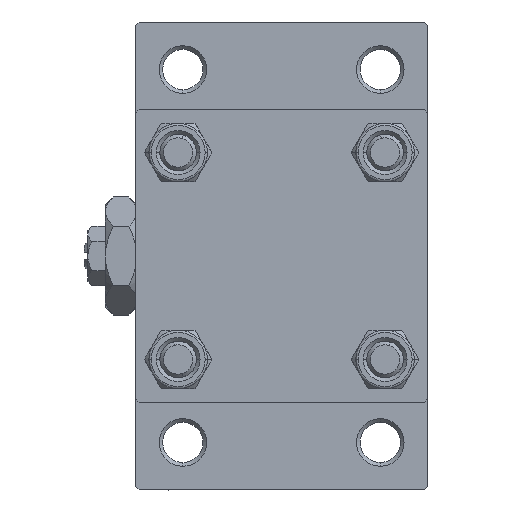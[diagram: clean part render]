
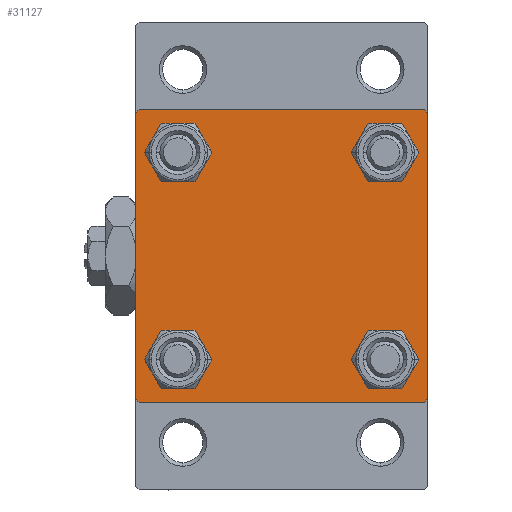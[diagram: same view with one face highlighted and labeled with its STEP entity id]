
A CAD part, left-side view. The second image highlights one B-rep face of the part: STEP entity #31127.
In plain terms, the highlighted planar face has unit normal (-1, 0, 0).
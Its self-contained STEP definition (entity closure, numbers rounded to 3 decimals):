
#891 = DIRECTION ( 'NONE',  ( 0., 0., 1. ) ) ;
#991 = DIRECTION ( 'NONE',  ( 0., 0., 1. ) ) ;
#1628 = DIRECTION ( 'NONE',  ( 1., 0., 0. ) ) ;
#1880 = DIRECTION ( 'NONE',  ( 0., 0., 1. ) ) ;
#2248 = LINE ( 'NONE', #17511, #42586 ) ;
#2626 = FACE_BOUND ( 'NONE', #42585, .T. ) ;
#2824 = DIRECTION ( 'NONE',  ( 1., 0., 0. ) ) ;
#3696 = CARTESIAN_POINT ( 'NONE',  ( 0., -20., -19.5 ) ) ;
#3754 = DIRECTION ( 'NONE',  ( 0., 0., 1. ) ) ;
#3775 = VERTEX_POINT ( 'NONE', #29334 ) ;
#3892 = DIRECTION ( 'NONE',  ( 1., 0., 0. ) ) ;
#3983 = AXIS2_PLACEMENT_3D ( 'NONE', #35155, #5148, #891 ) ;
#4999 = DIRECTION ( 'NONE',  ( 1., 0., 0. ) ) ;
#5148 = DIRECTION ( 'NONE',  ( 1., 0., 0. ) ) ;
#5924 = EDGE_LOOP ( 'NONE', ( #39487, #16635 ) ) ;
#6407 = VERTEX_POINT ( 'NONE', #20457 ) ;
#6481 = VERTEX_POINT ( 'NONE', #40968 ) ;
#6730 = CIRCLE ( 'NONE', #9913, 3. ) ;
#6913 = EDGE_LOOP ( 'NONE', ( #19083, #35952 ) ) ;
#7601 = VERTEX_POINT ( 'NONE', #30228 ) ;
#8065 = CARTESIAN_POINT ( 'NONE',  ( 0., 19.75, -19.75 ) ) ;
#8313 = LINE ( 'NONE', #8065, #15621 ) ;
#8437 = ORIENTED_EDGE ( 'NONE', *, *, #36602, .T. ) ;
#8446 = CARTESIAN_POINT ( 'NONE',  ( 0., -14.15, 14.15 ) ) ;
#8751 = ORIENTED_EDGE ( 'NONE', *, *, #16923, .T. ) ;
#9514 = EDGE_CURVE ( 'NONE', #24585, #27452, #32766, .T. ) ;
#9896 = FACE_BOUND ( 'NONE', #5924, .T. ) ;
#9913 = AXIS2_PLACEMENT_3D ( 'NONE', #18834, #2824, #18091 ) ;
#9932 = DIRECTION ( 'NONE',  ( 0., -1., 0. ) ) ;
#10043 = DIRECTION ( 'NONE',  ( 0., 0.707, -0.707 ) ) ;
#10513 = DIRECTION ( 'NONE',  ( 0., 0., 1. ) ) ;
#10591 = CARTESIAN_POINT ( 'NONE',  ( 0., 14.15, 11.15 ) ) ;
#11132 = ORIENTED_EDGE ( 'NONE', *, *, #17142, .F. ) ;
#11996 = EDGE_CURVE ( 'NONE', #24585, #3775, #20998, .T. ) ;
#12835 = VECTOR ( 'NONE', #32752, 1000. ) ;
#13201 = EDGE_LOOP ( 'NONE', ( #8751, #28309 ) ) ;
#13635 = DIRECTION ( 'NONE',  ( -1., 0., 0. ) ) ;
#14104 = VECTOR ( 'NONE', #28421, 1000. ) ;
#14531 = LINE ( 'NONE', #33531, #44330 ) ;
#15528 = CARTESIAN_POINT ( 'NONE',  ( 0., -19.5, -20. ) ) ;
#15621 = VECTOR ( 'NONE', #41861, 1000. ) ;
#16635 = ORIENTED_EDGE ( 'NONE', *, *, #30411, .T. ) ;
#16731 = LINE ( 'NONE', #20480, #33859 ) ;
#16923 = EDGE_CURVE ( 'NONE', #28475, #31520, #28216, .T. ) ;
#17142 = EDGE_CURVE ( 'NONE', #44069, #3775, #2248, .T. ) ;
#17511 = CARTESIAN_POINT ( 'NONE',  ( 0., 20., 20. ) ) ;
#17550 = CIRCLE ( 'NONE', #3983, 3. ) ;
#17905 = CIRCLE ( 'NONE', #18729, 3. ) ;
#18091 = DIRECTION ( 'NONE',  ( 0., 0., 1. ) ) ;
#18120 = ORIENTED_EDGE ( 'NONE', *, *, #48819, .T. ) ;
#18229 = ORIENTED_EDGE ( 'NONE', *, *, #9514, .F. ) ;
#18729 = AXIS2_PLACEMENT_3D ( 'NONE', #22744, #41052, #3754 ) ;
#18834 = CARTESIAN_POINT ( 'NONE',  ( 0., 14.15, -14.15 ) ) ;
#18890 = EDGE_CURVE ( 'NONE', #6407, #21927, #6730, .T. ) ;
#19083 = ORIENTED_EDGE ( 'NONE', *, *, #21691, .T. ) ;
#19460 = EDGE_CURVE ( 'NONE', #34643, #27452, #16731, .T. ) ;
#19474 = CIRCLE ( 'NONE', #48262, 3. ) ;
#20313 = CARTESIAN_POINT ( 'NONE',  ( 0., 19.5, 20. ) ) ;
#20457 = CARTESIAN_POINT ( 'NONE',  ( 0., 14.15, -11.15 ) ) ;
#20480 = CARTESIAN_POINT ( 'NONE',  ( 0., -19.75, -19.75 ) ) ;
#20629 = ORIENTED_EDGE ( 'NONE', *, *, #11996, .T. ) ;
#20998 = LINE ( 'NONE', #25235, #12835 ) ;
#21260 = CARTESIAN_POINT ( 'NONE',  ( 0., 14.15, 14.15 ) ) ;
#21691 = EDGE_CURVE ( 'NONE', #7601, #36673, #19474, .T. ) ;
#21927 = VERTEX_POINT ( 'NONE', #27132 ) ;
#21961 = VERTEX_POINT ( 'NONE', #29917 ) ;
#22469 = ORIENTED_EDGE ( 'NONE', *, *, #25243, .T. ) ;
#22709 = ORIENTED_EDGE ( 'NONE', *, *, #44362, .T. ) ;
#22744 = CARTESIAN_POINT ( 'NONE',  ( 0., -14.15, -14.15 ) ) ;
#22996 = ORIENTED_EDGE ( 'NONE', *, *, #19460, .T. ) ;
#23118 = CARTESIAN_POINT ( 'NONE',  ( 0., -14.15, 14.15 ) ) ;
#24585 = VERTEX_POINT ( 'NONE', #25946 ) ;
#24885 = CARTESIAN_POINT ( 'NONE',  ( 0., 0., 0. ) ) ;
#25102 = VERTEX_POINT ( 'NONE', #41616 ) ;
#25169 = CARTESIAN_POINT ( 'NONE',  ( 0., 20., -20. ) ) ;
#25235 = CARTESIAN_POINT ( 'NONE',  ( 0., -19.75, 19.75 ) ) ;
#25243 = EDGE_CURVE ( 'NONE', #6481, #47622, #8313, .T. ) ;
#25946 = CARTESIAN_POINT ( 'NONE',  ( 0., -20., 19.5 ) ) ;
#26320 = ORIENTED_EDGE ( 'NONE', *, *, #39965, .T. ) ;
#26566 = CIRCLE ( 'NONE', #45756, 3. ) ;
#27132 = CARTESIAN_POINT ( 'NONE',  ( 0., 14.15, -17.15 ) ) ;
#27452 = VERTEX_POINT ( 'NONE', #3696 ) ;
#27965 = AXIS2_PLACEMENT_3D ( 'NONE', #24885, #13635, #32402 ) ;
#28216 = CIRCLE ( 'NONE', #44189, 3. ) ;
#28309 = ORIENTED_EDGE ( 'NONE', *, *, #43217, .T. ) ;
#28421 = DIRECTION ( 'NONE',  ( 0., 0., -1. ) ) ;
#28475 = VERTEX_POINT ( 'NONE', #38720 ) ;
#28563 = EDGE_CURVE ( 'NONE', #25102, #6481, #28903, .T. ) ;
#28884 = PLANE ( 'NONE',  #27965 ) ;
#28903 = LINE ( 'NONE', #39948, #14104 ) ;
#29334 = CARTESIAN_POINT ( 'NONE',  ( 0., -19.5, 20. ) ) ;
#29917 = CARTESIAN_POINT ( 'NONE',  ( 0., 14.15, 17.15 ) ) ;
#30228 = CARTESIAN_POINT ( 'NONE',  ( 0., -14.15, 17.15 ) ) ;
#30411 = EDGE_CURVE ( 'NONE', #21927, #6407, #17550, .T. ) ;
#30893 = DIRECTION ( 'NONE',  ( 0., 0., 1. ) ) ;
#31127 = ADVANCED_FACE ( 'NONE', ( #44648, #36648, #9896, #2626, #33142 ), #28884, .T. ) ;
#31520 = VERTEX_POINT ( 'NONE', #36838 ) ;
#31732 = DIRECTION ( 'NONE',  ( 0., -0.707, 0.707 ) ) ;
#32035 = AXIS2_PLACEMENT_3D ( 'NONE', #39288, #4999, #991 ) ;
#32402 = DIRECTION ( 'NONE',  ( 0., 0., 1. ) ) ;
#32752 = DIRECTION ( 'NONE',  ( 0., 0.707, 0.707 ) ) ;
#32766 = LINE ( 'NONE', #48042, #46338 ) ;
#33142 = FACE_OUTER_BOUND ( 'NONE', #47257, .T. ) ;
#33229 = ORIENTED_EDGE ( 'NONE', *, *, #28563, .T. ) ;
#33531 = CARTESIAN_POINT ( 'NONE',  ( 0., 19.75, 19.75 ) ) ;
#33859 = VECTOR ( 'NONE', #31732, 1000. ) ;
#34643 = VERTEX_POINT ( 'NONE', #15528 ) ;
#35155 = CARTESIAN_POINT ( 'NONE',  ( 0., 14.15, -14.15 ) ) ;
#35212 = VERTEX_POINT ( 'NONE', #10591 ) ;
#35952 = ORIENTED_EDGE ( 'NONE', *, *, #36278, .T. ) ;
#36278 = EDGE_CURVE ( 'NONE', #36673, #7601, #38453, .T. ) ;
#36602 = EDGE_CURVE ( 'NONE', #35212, #21961, #47227, .T. ) ;
#36648 = FACE_BOUND ( 'NONE', #13201, .T. ) ;
#36673 = VERTEX_POINT ( 'NONE', #48264 ) ;
#36838 = CARTESIAN_POINT ( 'NONE',  ( 0., -14.15, -17.15 ) ) ;
#38453 = CIRCLE ( 'NONE', #41631, 3. ) ;
#38720 = CARTESIAN_POINT ( 'NONE',  ( 0., -14.15, -11.15 ) ) ;
#39288 = CARTESIAN_POINT ( 'NONE',  ( 0., 14.15, 14.15 ) ) ;
#39487 = ORIENTED_EDGE ( 'NONE', *, *, #18890, .T. ) ;
#39948 = CARTESIAN_POINT ( 'NONE',  ( 0., 20., 20. ) ) ;
#39960 = DIRECTION ( 'NONE',  ( 1., 0., 0. ) ) ;
#39965 = EDGE_CURVE ( 'NONE', #21961, #35212, #26566, .T. ) ;
#40968 = CARTESIAN_POINT ( 'NONE',  ( 0., 20., -19.5 ) ) ;
#41052 = DIRECTION ( 'NONE',  ( 1., 0., 0. ) ) ;
#41616 = CARTESIAN_POINT ( 'NONE',  ( 0., 20., 19.5 ) ) ;
#41631 = AXIS2_PLACEMENT_3D ( 'NONE', #23118, #3892, #30893 ) ;
#41861 = DIRECTION ( 'NONE',  ( 0., -0.707, -0.707 ) ) ;
#42585 = EDGE_LOOP ( 'NONE', ( #26320, #8437 ) ) ;
#42586 = VECTOR ( 'NONE', #48037, 1000. ) ;
#43217 = EDGE_CURVE ( 'NONE', #31520, #28475, #17905, .T. ) ;
#43952 = LINE ( 'NONE', #25169, #47390 ) ;
#44069 = VERTEX_POINT ( 'NONE', #20313 ) ;
#44189 = AXIS2_PLACEMENT_3D ( 'NONE', #44635, #1628, #1880 ) ;
#44296 = DIRECTION ( 'NONE',  ( 1., 0., 0. ) ) ;
#44330 = VECTOR ( 'NONE', #10043, 1000. ) ;
#44362 = EDGE_CURVE ( 'NONE', #47622, #34643, #43952, .T. ) ;
#44635 = CARTESIAN_POINT ( 'NONE',  ( 0., -14.15, -14.15 ) ) ;
#44648 = FACE_BOUND ( 'NONE', #6913, .T. ) ;
#45756 = AXIS2_PLACEMENT_3D ( 'NONE', #21260, #44296, #10513 ) ;
#46338 = VECTOR ( 'NONE', #46968, 1000. ) ;
#46968 = DIRECTION ( 'NONE',  ( 0., 0., -1. ) ) ;
#47208 = DIRECTION ( 'NONE',  ( 0., 0., 1. ) ) ;
#47227 = CIRCLE ( 'NONE', #32035, 3. ) ;
#47257 = EDGE_LOOP ( 'NONE', ( #33229, #22469, #22709, #22996, #18229, #20629, #11132, #18120 ) ) ;
#47390 = VECTOR ( 'NONE', #9932, 1000. ) ;
#47622 = VERTEX_POINT ( 'NONE', #48607 ) ;
#48037 = DIRECTION ( 'NONE',  ( 0., -1., 0. ) ) ;
#48042 = CARTESIAN_POINT ( 'NONE',  ( 0., -20., 20. ) ) ;
#48262 = AXIS2_PLACEMENT_3D ( 'NONE', #8446, #39960, #47208 ) ;
#48264 = CARTESIAN_POINT ( 'NONE',  ( 0., -14.15, 11.15 ) ) ;
#48607 = CARTESIAN_POINT ( 'NONE',  ( 0., 19.5, -20. ) ) ;
#48819 = EDGE_CURVE ( 'NONE', #44069, #25102, #14531, .T. ) ;
